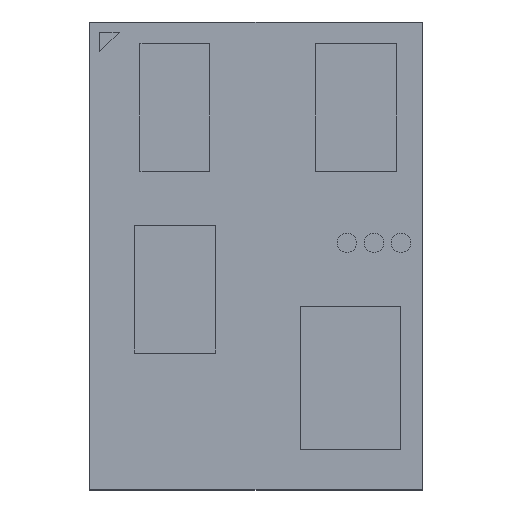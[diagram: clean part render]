
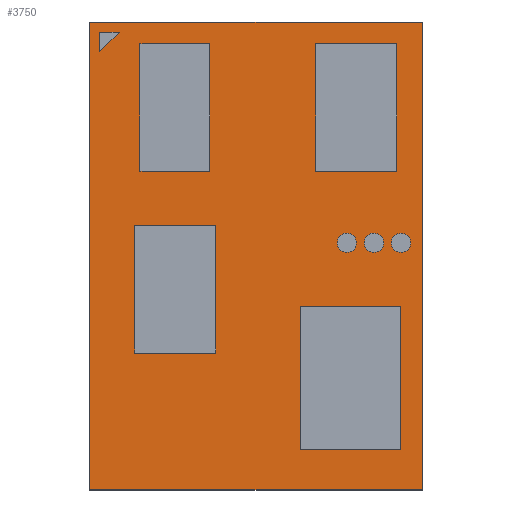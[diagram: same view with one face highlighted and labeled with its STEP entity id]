
A CAD part, top view. The second image highlights one B-rep face of the part: STEP entity #3750.
In plain terms, the highlighted planar face has unit normal (0, 0, 1).
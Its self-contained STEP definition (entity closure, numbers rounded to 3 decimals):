
#73=FACE_BOUND('',#750,.T.);
#74=FACE_BOUND('',#751,.T.);
#75=FACE_BOUND('',#752,.T.);
#76=FACE_BOUND('',#753,.T.);
#77=FACE_BOUND('',#754,.T.);
#78=FACE_BOUND('',#755,.T.);
#79=FACE_BOUND('',#756,.T.);
#80=FACE_BOUND('',#757,.T.);
#152=CIRCLE('',#4096,0.125);
#154=CIRCLE('',#4115,0.125);
#156=CIRCLE('',#4118,0.125);
#465=FACE_OUTER_BOUND('',#749,.T.);
#749=EDGE_LOOP('',(#2777,#2778,#2779,#2780));
#750=EDGE_LOOP('',(#2781));
#751=EDGE_LOOP('',(#2782,#2783,#2784,#2785));
#752=EDGE_LOOP('',(#2786,#2787,#2788,#2789));
#753=EDGE_LOOP('',(#2790,#2791,#2792,#2793));
#754=EDGE_LOOP('',(#2794,#2795,#2796,#2797));
#755=EDGE_LOOP('',(#2798));
#756=EDGE_LOOP('',(#2799));
#757=EDGE_LOOP('',(#2800,#2801,#2802));
#960=LINE('',#5642,#1339);
#964=LINE('',#5649,#1343);
#967=LINE('',#5655,#1346);
#969=LINE('',#5658,#1348);
#972=LINE('',#5666,#1351);
#976=LINE('',#5673,#1355);
#979=LINE('',#5679,#1358);
#981=LINE('',#5682,#1360);
#984=LINE('',#5690,#1363);
#988=LINE('',#5697,#1367);
#991=LINE('',#5703,#1370);
#993=LINE('',#5706,#1372);
#996=LINE('',#5714,#1375);
#1000=LINE('',#5721,#1379);
#1003=LINE('',#5727,#1382);
#1005=LINE('',#5730,#1384);
#1011=LINE('',#5754,#1390);
#1014=LINE('',#5759,#1393);
#1017=LINE('',#5767,#1396);
#1021=LINE('',#5774,#1400);
#1023=LINE('',#5777,#1402);
#1025=LINE('',#5782,#1404);
#1026=LINE('',#5784,#1405);
#1339=VECTOR('',#4604,1.);
#1343=VECTOR('',#4610,1.);
#1346=VECTOR('',#4615,1.);
#1348=VECTOR('',#4619,1.);
#1351=VECTOR('',#4624,1.);
#1355=VECTOR('',#4630,1.);
#1358=VECTOR('',#4635,1.);
#1360=VECTOR('',#4639,1.);
#1363=VECTOR('',#4644,1.);
#1367=VECTOR('',#4650,1.);
#1370=VECTOR('',#4655,1.);
#1372=VECTOR('',#4659,1.);
#1375=VECTOR('',#4664,1.);
#1379=VECTOR('',#4670,1.);
#1382=VECTOR('',#4675,1.);
#1384=VECTOR('',#4679,1.);
#1390=VECTOR('',#4701,1.);
#1393=VECTOR('',#4706,1.);
#1396=VECTOR('',#4711,1.);
#1400=VECTOR('',#4717,1.);
#1402=VECTOR('',#4721,1.);
#1404=VECTOR('',#4727,1.);
#1405=VECTOR('',#4730,1.);
#1741=VERTEX_POINT('',#5633);
#1744=VERTEX_POINT('',#5639);
#1745=VERTEX_POINT('',#5641);
#1747=VERTEX_POINT('',#5647);
#1749=VERTEX_POINT('',#5653);
#1752=VERTEX_POINT('',#5663);
#1753=VERTEX_POINT('',#5665);
#1755=VERTEX_POINT('',#5671);
#1757=VERTEX_POINT('',#5677);
#1760=VERTEX_POINT('',#5687);
#1761=VERTEX_POINT('',#5689);
#1763=VERTEX_POINT('',#5695);
#1765=VERTEX_POINT('',#5701);
#1768=VERTEX_POINT('',#5711);
#1769=VERTEX_POINT('',#5713);
#1771=VERTEX_POINT('',#5719);
#1773=VERTEX_POINT('',#5725);
#1775=VERTEX_POINT('',#5734);
#1777=VERTEX_POINT('',#5739);
#1782=VERTEX_POINT('',#5751);
#1783=VERTEX_POINT('',#5753);
#1784=VERTEX_POINT('',#5757);
#1787=VERTEX_POINT('',#5764);
#1788=VERTEX_POINT('',#5766);
#1790=VERTEX_POINT('',#5772);
#1791=VERTEX_POINT('',#5780);
#2091=EDGE_CURVE('',#1741,#1741,#152,.T.);
#2094=EDGE_CURVE('',#1745,#1744,#960,.T.);
#2098=EDGE_CURVE('',#1744,#1747,#964,.T.);
#2101=EDGE_CURVE('',#1747,#1749,#967,.T.);
#2103=EDGE_CURVE('',#1749,#1745,#969,.T.);
#2106=EDGE_CURVE('',#1753,#1752,#972,.T.);
#2110=EDGE_CURVE('',#1752,#1755,#976,.T.);
#2113=EDGE_CURVE('',#1755,#1757,#979,.T.);
#2115=EDGE_CURVE('',#1757,#1753,#981,.T.);
#2118=EDGE_CURVE('',#1761,#1760,#984,.T.);
#2122=EDGE_CURVE('',#1760,#1763,#988,.T.);
#2125=EDGE_CURVE('',#1763,#1765,#991,.T.);
#2127=EDGE_CURVE('',#1765,#1761,#993,.T.);
#2130=EDGE_CURVE('',#1769,#1768,#996,.T.);
#2134=EDGE_CURVE('',#1768,#1771,#1000,.T.);
#2137=EDGE_CURVE('',#1771,#1773,#1003,.T.);
#2139=EDGE_CURVE('',#1773,#1769,#1005,.T.);
#2141=EDGE_CURVE('',#1775,#1775,#154,.T.);
#2143=EDGE_CURVE('',#1777,#1777,#156,.T.);
#2149=EDGE_CURVE('',#1783,#1782,#1011,.T.);
#2152=EDGE_CURVE('',#1782,#1784,#1014,.T.);
#2155=EDGE_CURVE('',#1788,#1787,#1017,.T.);
#2159=EDGE_CURVE('',#1787,#1790,#1021,.T.);
#2161=EDGE_CURVE('',#1790,#1788,#1023,.T.);
#2163=EDGE_CURVE('',#1784,#1791,#1025,.T.);
#2164=EDGE_CURVE('',#1791,#1783,#1026,.T.);
#2777=ORIENTED_EDGE('',*,*,#2164,.T.);
#2778=ORIENTED_EDGE('',*,*,#2149,.T.);
#2779=ORIENTED_EDGE('',*,*,#2152,.T.);
#2780=ORIENTED_EDGE('',*,*,#2163,.T.);
#2781=ORIENTED_EDGE('',*,*,#2091,.T.);
#2782=ORIENTED_EDGE('',*,*,#2094,.T.);
#2783=ORIENTED_EDGE('',*,*,#2098,.T.);
#2784=ORIENTED_EDGE('',*,*,#2101,.T.);
#2785=ORIENTED_EDGE('',*,*,#2103,.T.);
#2786=ORIENTED_EDGE('',*,*,#2106,.T.);
#2787=ORIENTED_EDGE('',*,*,#2110,.T.);
#2788=ORIENTED_EDGE('',*,*,#2113,.T.);
#2789=ORIENTED_EDGE('',*,*,#2115,.T.);
#2790=ORIENTED_EDGE('',*,*,#2118,.T.);
#2791=ORIENTED_EDGE('',*,*,#2122,.T.);
#2792=ORIENTED_EDGE('',*,*,#2125,.T.);
#2793=ORIENTED_EDGE('',*,*,#2127,.T.);
#2794=ORIENTED_EDGE('',*,*,#2130,.T.);
#2795=ORIENTED_EDGE('',*,*,#2134,.T.);
#2796=ORIENTED_EDGE('',*,*,#2137,.T.);
#2797=ORIENTED_EDGE('',*,*,#2139,.T.);
#2798=ORIENTED_EDGE('',*,*,#2141,.T.);
#2799=ORIENTED_EDGE('',*,*,#2143,.T.);
#2800=ORIENTED_EDGE('',*,*,#2155,.T.);
#2801=ORIENTED_EDGE('',*,*,#2159,.T.);
#2802=ORIENTED_EDGE('',*,*,#2161,.T.);
#3498=PLANE('',#4128);
#3750=ADVANCED_FACE('',(#465,#73,#74,#75,#76,#77,#78,#79,#80),#3498,.T.);
#4096=AXIS2_PLACEMENT_3D('',#5634,#4598,#4599);
#4115=AXIS2_PLACEMENT_3D('',#5735,#4684,#4685);
#4118=AXIS2_PLACEMENT_3D('',#5740,#4690,#4691);
#4128=AXIS2_PLACEMENT_3D('',#5785,#4731,#4732);
#4598=DIRECTION('center_axis',(0.,0.,-1.));
#4599=DIRECTION('ref_axis',(-1.,0.,0.));
#4604=DIRECTION('',(1.,0.,0.));
#4610=DIRECTION('',(0.,-1.,0.));
#4615=DIRECTION('',(-1.,0.,0.));
#4619=DIRECTION('',(0.,1.,0.));
#4624=DIRECTION('',(1.,0.,0.));
#4630=DIRECTION('',(0.,-1.,0.));
#4635=DIRECTION('',(-1.,0.,0.));
#4639=DIRECTION('',(0.,1.,0.));
#4644=DIRECTION('',(1.,0.,0.));
#4650=DIRECTION('',(0.,-1.,0.));
#4655=DIRECTION('',(-1.,0.,0.));
#4659=DIRECTION('',(0.,1.,0.));
#4664=DIRECTION('',(1.,0.,0.));
#4670=DIRECTION('',(0.,-1.,0.));
#4675=DIRECTION('',(-1.,0.,0.));
#4679=DIRECTION('',(0.,1.,0.));
#4684=DIRECTION('center_axis',(0.,0.,-1.));
#4685=DIRECTION('ref_axis',(-1.,0.,0.));
#4690=DIRECTION('center_axis',(0.,0.,-1.));
#4691=DIRECTION('ref_axis',(-1.,0.,0.));
#4701=DIRECTION('',(0.,-1.,0.));
#4706=DIRECTION('',(1.,0.,0.));
#4711=DIRECTION('',(-0.707,-0.707,0.));
#4717=DIRECTION('',(0.,1.,0.));
#4721=DIRECTION('',(1.,0.,0.));
#4727=DIRECTION('',(0.,1.,0.));
#4730=DIRECTION('',(-1.,0.,0.));
#4731=DIRECTION('center_axis',(0.,0.,1.));
#4732=DIRECTION('ref_axis',(1.,0.,0.));
#5633=CARTESIAN_POINT('',(1.65,0.17,0.912));
#5634=CARTESIAN_POINT('Origin',(1.525,0.17,0.912));
#5639=CARTESIAN_POINT('',(1.82,2.745,0.912));
#5641=CARTESIAN_POINT('',(0.77,2.745,0.912));
#5642=CARTESIAN_POINT('',(0.91,2.745,0.912));
#5647=CARTESIAN_POINT('',(1.82,1.095,0.912));
#5649=CARTESIAN_POINT('',(1.82,0.547,0.912));
#5653=CARTESIAN_POINT('',(0.77,1.095,0.912));
#5655=CARTESIAN_POINT('',(0.385,1.095,0.912));
#5658=CARTESIAN_POINT('',(0.77,1.373,0.912));
#5663=CARTESIAN_POINT('',(1.87,-0.655,0.912));
#5665=CARTESIAN_POINT('',(0.57,-0.655,0.912));
#5666=CARTESIAN_POINT('',(0.935,-0.655,0.912));
#5671=CARTESIAN_POINT('',(1.87,-2.505,0.912));
#5673=CARTESIAN_POINT('',(1.87,-1.253,0.912));
#5677=CARTESIAN_POINT('',(0.57,-2.505,0.912));
#5679=CARTESIAN_POINT('',(0.285,-2.505,0.912));
#5682=CARTESIAN_POINT('',(0.57,-0.328,0.912));
#5687=CARTESIAN_POINT('',(-0.52,0.395,0.912));
#5689=CARTESIAN_POINT('',(-1.57,0.395,0.912));
#5690=CARTESIAN_POINT('',(-0.26,0.395,0.912));
#5695=CARTESIAN_POINT('',(-0.52,-1.255,0.912));
#5697=CARTESIAN_POINT('',(-0.52,-0.628,0.912));
#5701=CARTESIAN_POINT('',(-1.57,-1.255,0.912));
#5703=CARTESIAN_POINT('',(-0.785,-1.255,0.912));
#5706=CARTESIAN_POINT('',(-1.57,0.197,0.912));
#5711=CARTESIAN_POINT('',(-0.6,2.745,0.912));
#5713=CARTESIAN_POINT('',(-1.5,2.745,0.912));
#5714=CARTESIAN_POINT('',(-0.3,2.745,0.912));
#5719=CARTESIAN_POINT('',(-0.6,1.095,0.912));
#5721=CARTESIAN_POINT('',(-0.6,0.547,0.912));
#5725=CARTESIAN_POINT('',(-1.5,1.095,0.912));
#5727=CARTESIAN_POINT('',(-0.75,1.095,0.912));
#5730=CARTESIAN_POINT('',(-1.5,1.373,0.912));
#5734=CARTESIAN_POINT('',(1.3,0.17,0.912));
#5735=CARTESIAN_POINT('Origin',(1.175,0.17,0.912));
#5739=CARTESIAN_POINT('',(2.,0.17,0.912));
#5740=CARTESIAN_POINT('Origin',(1.875,0.17,0.912));
#5751=CARTESIAN_POINT('',(-2.15,-3.025,0.912));
#5753=CARTESIAN_POINT('',(-2.15,3.025,0.912));
#5754=CARTESIAN_POINT('',(-2.15,-3.025,0.912));
#5757=CARTESIAN_POINT('',(2.15,-3.025,0.912));
#5759=CARTESIAN_POINT('',(2.15,-3.025,0.912));
#5764=CARTESIAN_POINT('',(-2.02,2.645,0.912));
#5766=CARTESIAN_POINT('',(-1.77,2.895,0.912));
#5767=CARTESIAN_POINT('',(-2.176,2.489,0.912));
#5772=CARTESIAN_POINT('',(-2.02,2.895,0.912));
#5774=CARTESIAN_POINT('',(-2.02,1.448,0.912));
#5777=CARTESIAN_POINT('',(-0.885,2.895,0.912));
#5780=CARTESIAN_POINT('',(2.15,3.025,0.912));
#5782=CARTESIAN_POINT('',(2.15,3.025,0.912));
#5784=CARTESIAN_POINT('',(-2.15,3.025,0.912));
#5785=CARTESIAN_POINT('Origin',(0.,0.,0.912));
